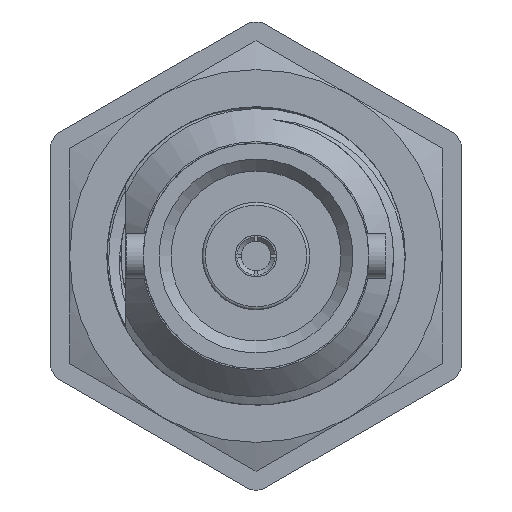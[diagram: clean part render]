
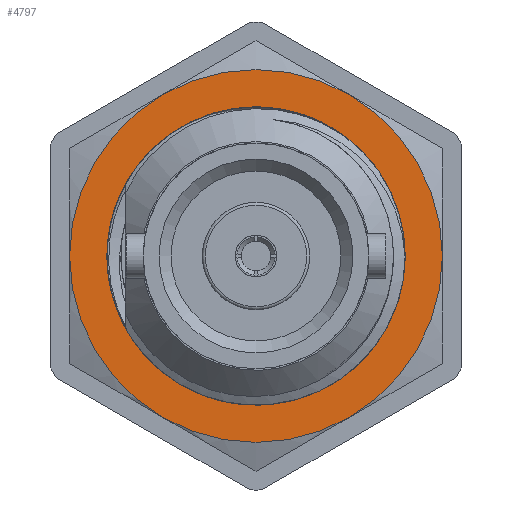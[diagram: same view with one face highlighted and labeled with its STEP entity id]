
A CAD part, left-side view. The second image highlights one B-rep face of the part: STEP entity #4797.
In plain terms, the highlighted planar face has unit normal (-1, 0, 0).
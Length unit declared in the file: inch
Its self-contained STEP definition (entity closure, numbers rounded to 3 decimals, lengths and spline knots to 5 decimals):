
#39 = VERTEX_POINT ( 'NONE', #6487 ) ;
#248 = DIRECTION ( 'NONE',  ( 0., 0.866, 0.5 ) ) ;
#453 = EDGE_CURVE ( 'NONE', #39, #3520, #2604, .T. ) ;
#477 = DIRECTION ( 'NONE',  ( 0., 0.866, 0.5 ) ) ;
#664 = VERTEX_POINT ( 'NONE', #6660 ) ;
#746 = FACE_OUTER_BOUND ( 'NONE', #7844, .T. ) ;
#770 = CARTESIAN_POINT ( 'NONE',  ( 0.50968, 0., 0. ) ) ;
#777 = EDGE_CURVE ( 'NONE', #6589, #10171, #8603, .T. ) ;
#825 = DIRECTION ( 'NONE',  ( 0., 0.866, 0.5 ) ) ;
#840 = CARTESIAN_POINT ( 'NONE',  ( 0.50968, 0., 0. ) ) ;
#877 = ORIENTED_EDGE ( 'NONE', *, *, #971, .T. ) ;
#971 = EDGE_CURVE ( 'NONE', #10171, #6589, #2968, .T. ) ;
#1571 = EDGE_CURVE ( 'NONE', #39, #664, #10142, .T. ) ;
#1889 = PLANE ( 'NONE',  #2232 ) ;
#2004 = DIRECTION ( 'NONE',  ( -1., 0., 0. ) ) ;
#2200 = DIRECTION ( 'NONE',  ( 0., 0.866, 0.5 ) ) ;
#2232 = AXIS2_PLACEMENT_3D ( 'NONE', #12999, #6841, #477 ) ;
#2604 = CIRCLE ( 'NONE', #5619, 0.3125 ) ;
#2731 = DIRECTION ( 'NONE',  ( 0., 0.866, 0.5 ) ) ;
#2968 = CIRCLE ( 'NONE', #4603, 0.25 ) ;
#2998 = ORIENTED_EDGE ( 'NONE', *, *, #1571, .F. ) ;
#3081 = CARTESIAN_POINT ( 'NONE',  ( 0.50968, 0.24821, -0.02985 ) ) ;
#3176 = ORIENTED_EDGE ( 'NONE', *, *, #8734, .T. ) ;
#3208 = DIRECTION ( 'NONE',  ( 0., 0.866, 0.5 ) ) ;
#3421 = ORIENTED_EDGE ( 'NONE', *, *, #453, .T. ) ;
#3520 = VERTEX_POINT ( 'NONE', #8505 ) ;
#3778 = DIRECTION ( 'NONE',  ( -1., 0., 0. ) ) ;
#4323 = EDGE_CURVE ( 'NONE', #10418, #12725, #8894, .T. ) ;
#4364 = CIRCLE ( 'NONE', #5662, 0.3125 ) ;
#4581 = VERTEX_POINT ( 'NONE', #7460 ) ;
#4603 = AXIS2_PLACEMENT_3D ( 'NONE', #9694, #14012, #11352 ) ;
#4797 = ADVANCED_FACE ( 'NONE', ( #16134, #746 ), #1889, .F. ) ;
#5328 = ORIENTED_EDGE ( 'NONE', *, *, #9951, .T. ) ;
#5619 = AXIS2_PLACEMENT_3D ( 'NONE', #7870, #6563, #248 ) ;
#5662 = AXIS2_PLACEMENT_3D ( 'NONE', #770, #13361, #825 ) ;
#6487 = CARTESIAN_POINT ( 'NONE',  ( 0.50968, 0.15625, 0.27063 ) ) ;
#6492 = CIRCLE ( 'NONE', #7559, 0.3125 ) ;
#6563 = DIRECTION ( 'NONE',  ( -1., 0., 0. ) ) ;
#6589 = VERTEX_POINT ( 'NONE', #7613 ) ;
#6660 = CARTESIAN_POINT ( 'NONE',  ( 0.50968, -0.15625, 0.27063 ) ) ;
#6841 = DIRECTION ( 'NONE',  ( 1., 0., 0. ) ) ;
#7046 = EDGE_LOOP ( 'NONE', ( #877, #7515 ) ) ;
#7460 = CARTESIAN_POINT ( 'NONE',  ( 0.50968, -0.3125, 0. ) ) ;
#7515 = ORIENTED_EDGE ( 'NONE', *, *, #777, .T. ) ;
#7559 = AXIS2_PLACEMENT_3D ( 'NONE', #8706, #3778, #9910 ) ;
#7613 = CARTESIAN_POINT ( 'NONE',  ( 0.50968, 0.1544, -0.19662 ) ) ;
#7844 = EDGE_LOOP ( 'NONE', ( #3421, #5328, #8604, #10840, #3176, #2998 ) ) ;
#7870 = CARTESIAN_POINT ( 'NONE',  ( 0.50968, 0., 0. ) ) ;
#8420 = CIRCLE ( 'NONE', #11976, 0.3125 ) ;
#8505 = CARTESIAN_POINT ( 'NONE',  ( 0.50968, 0.3125, 0. ) ) ;
#8603 = CIRCLE ( 'NONE', #9374, 0.25 ) ;
#8604 = ORIENTED_EDGE ( 'NONE', *, *, #4323, .T. ) ;
#8706 = CARTESIAN_POINT ( 'NONE',  ( 0.50968, 0., 0. ) ) ;
#8734 = EDGE_CURVE ( 'NONE', #4581, #664, #6492, .T. ) ;
#8894 = CIRCLE ( 'NONE', #9400, 0.3125 ) ;
#9198 = EDGE_CURVE ( 'NONE', #12725, #4581, #4364, .T. ) ;
#9374 = AXIS2_PLACEMENT_3D ( 'NONE', #14218, #10533, #3208 ) ;
#9400 = AXIS2_PLACEMENT_3D ( 'NONE', #12119, #9624, #2200 ) ;
#9544 = DIRECTION ( 'NONE',  ( 0., 0.866, 0.5 ) ) ;
#9624 = DIRECTION ( 'NONE',  ( -1., 0., 0. ) ) ;
#9694 = CARTESIAN_POINT ( 'NONE',  ( 0.50968, 0., 0. ) ) ;
#9910 = DIRECTION ( 'NONE',  ( 0., 0.866, 0.5 ) ) ;
#9951 = EDGE_CURVE ( 'NONE', #3520, #10418, #8420, .T. ) ;
#10142 = CIRCLE ( 'NONE', #15580, 0.3125 ) ;
#10171 = VERTEX_POINT ( 'NONE', #3081 ) ;
#10418 = VERTEX_POINT ( 'NONE', #11967 ) ;
#10533 = DIRECTION ( 'NONE',  ( 1., 0., 0. ) ) ;
#10840 = ORIENTED_EDGE ( 'NONE', *, *, #9198, .T. ) ;
#11352 = DIRECTION ( 'NONE',  ( 0., 0.866, 0.5 ) ) ;
#11500 = DIRECTION ( 'NONE',  ( 1., 0., 0. ) ) ;
#11967 = CARTESIAN_POINT ( 'NONE',  ( 0.50968, 0.15625, -0.27063 ) ) ;
#11976 = AXIS2_PLACEMENT_3D ( 'NONE', #840, #2004, #9544 ) ;
#12119 = CARTESIAN_POINT ( 'NONE',  ( 0.50968, 0., 0. ) ) ;
#12725 = VERTEX_POINT ( 'NONE', #15377 ) ;
#12999 = CARTESIAN_POINT ( 'NONE',  ( 0.50968, 0., 0. ) ) ;
#13361 = DIRECTION ( 'NONE',  ( -1., 0., 0. ) ) ;
#14012 = DIRECTION ( 'NONE',  ( 1., 0., 0. ) ) ;
#14047 = CARTESIAN_POINT ( 'NONE',  ( 0.50968, 0., 0. ) ) ;
#14218 = CARTESIAN_POINT ( 'NONE',  ( 0.50968, 0., 0. ) ) ;
#15377 = CARTESIAN_POINT ( 'NONE',  ( 0.50968, -0.15625, -0.27063 ) ) ;
#15580 = AXIS2_PLACEMENT_3D ( 'NONE', #14047, #11500, #2731 ) ;
#16134 = FACE_BOUND ( 'NONE', #7046, .T. ) ;
